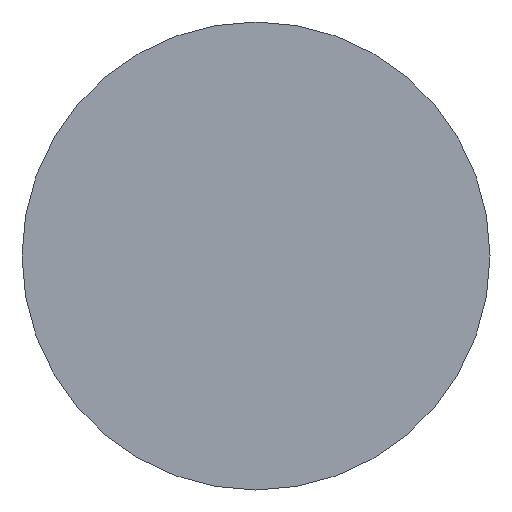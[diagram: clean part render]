
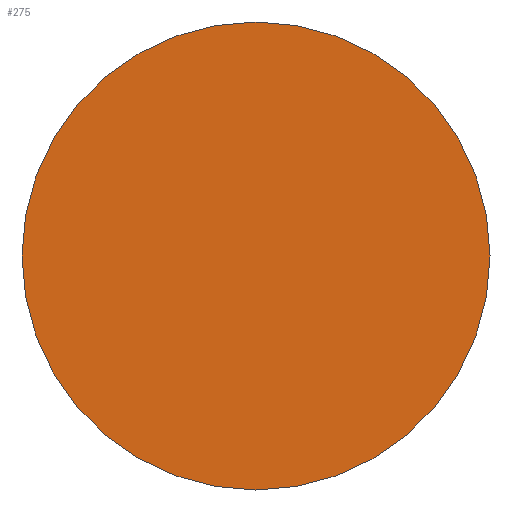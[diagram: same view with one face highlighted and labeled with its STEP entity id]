
A CAD part, front view. The second image highlights one B-rep face of the part: STEP entity #275.
In plain terms, the highlighted planar face has unit normal (0, -1, 0).
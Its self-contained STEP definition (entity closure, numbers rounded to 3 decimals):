
#5 = DIRECTION ( 'NONE',  ( -1., 0., 0. ) ) ;
#23 = AXIS2_PLACEMENT_3D ( 'NONE', #115, #201, #90 ) ;
#24 = AXIS2_PLACEMENT_3D ( 'NONE', #57, #101, #5 ) ;
#47 = EDGE_CURVE ( 'NONE', #282, #91, #190, .T. ) ;
#57 = CARTESIAN_POINT ( 'NONE',  ( 0., -11.5, 0. ) ) ;
#61 = EDGE_LOOP ( 'NONE', ( #92, #74 ) ) ;
#67 = DIRECTION ( 'NONE',  ( 0., 1., 0. ) ) ;
#68 = FACE_OUTER_BOUND ( 'NONE', #61, .T. ) ;
#74 = ORIENTED_EDGE ( 'NONE', *, *, #254, .F. ) ;
#90 = DIRECTION ( 'NONE',  ( -1., 0., 0. ) ) ;
#91 = VERTEX_POINT ( 'NONE', #147 ) ;
#92 = ORIENTED_EDGE ( 'NONE', *, *, #47, .F. ) ;
#93 = CARTESIAN_POINT ( 'NONE',  ( -7.94, -11.5, 0. ) ) ;
#101 = DIRECTION ( 'NONE',  ( 0., 1., 0. ) ) ;
#111 = CARTESIAN_POINT ( 'NONE',  ( 0., -11.5, 0. ) ) ;
#114 = DIRECTION ( 'NONE',  ( -1., 0., 0. ) ) ;
#115 = CARTESIAN_POINT ( 'NONE',  ( 0., -11.5, 0. ) ) ;
#132 = CIRCLE ( 'NONE', #23, 7.94 ) ;
#147 = CARTESIAN_POINT ( 'NONE',  ( 7.94, -11.5, 0. ) ) ;
#152 = PLANE ( 'NONE',  #272 ) ;
#190 = CIRCLE ( 'NONE', #24, 7.94 ) ;
#201 = DIRECTION ( 'NONE',  ( 0., 1., 0. ) ) ;
#254 = EDGE_CURVE ( 'NONE', #91, #282, #132, .T. ) ;
#272 = AXIS2_PLACEMENT_3D ( 'NONE', #111, #67, #114 ) ;
#275 = ADVANCED_FACE ( 'NONE', ( #68 ), #152, .F. ) ;
#282 = VERTEX_POINT ( 'NONE', #93 ) ;
